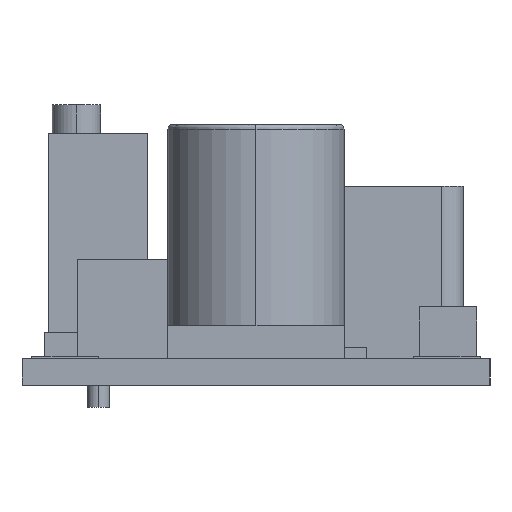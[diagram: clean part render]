
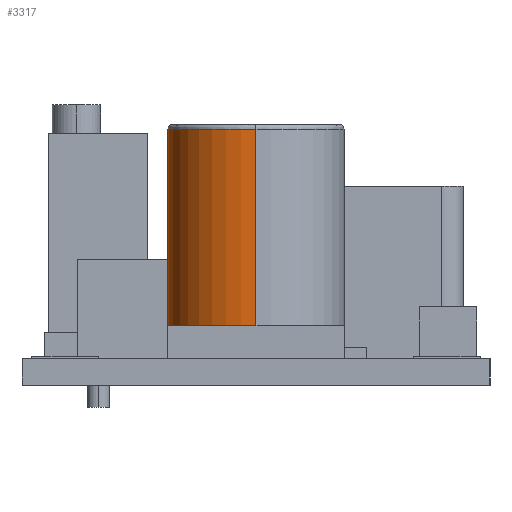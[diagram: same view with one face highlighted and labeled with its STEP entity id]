
A CAD part, left-side view. The second image highlights one B-rep face of the part: STEP entity #3317.
In plain terms, the highlighted cylindrical face has radius 4 mm (diameter 8 mm), a partial arc.
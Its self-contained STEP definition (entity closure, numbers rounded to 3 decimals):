
#21 = AXIS2_PLACEMENT_3D ( 'NONE', #1769, #6280, #6256 ) ;
#194 = AXIS2_PLACEMENT_3D ( 'NONE', #4979, #3778, #400 ) ;
#400 = DIRECTION ( 'NONE',  ( 1., 0., 0. ) ) ;
#482 = DIRECTION ( 'NONE',  ( 0., 0., -1. ) ) ;
#608 = EDGE_LOOP ( 'NONE', ( #6867, #3921, #6603, #2216, #2170 ) ) ;
#1013 = LINE ( 'NONE', #6384, #1373 ) ;
#1014 = EDGE_CURVE ( 'NONE', #2994, #6594, #6914, .T. ) ;
#1159 = CIRCLE ( 'NONE', #6089, 4. ) ;
#1315 = DIRECTION ( 'NONE',  ( 0., 0., 1. ) ) ;
#1343 = VERTEX_POINT ( 'NONE', #1718 ) ;
#1357 = CARTESIAN_POINT ( 'NONE',  ( -20.8, 0., 11.6 ) ) ;
#1373 = VECTOR ( 'NONE', #1315, 1000. ) ;
#1650 = EDGE_CURVE ( 'NONE', #4909, #1343, #4640, .T. ) ;
#1718 = CARTESIAN_POINT ( 'NONE',  ( -16.8, 4., 2.7 ) ) ;
#1769 = CARTESIAN_POINT ( 'NONE',  ( -16.8, 0., 11.8 ) ) ;
#2143 = DIRECTION ( 'NONE',  ( 1., 0., 0. ) ) ;
#2170 = ORIENTED_EDGE ( 'NONE', *, *, #1650, .T. ) ;
#2199 = EDGE_CURVE ( 'NONE', #3511, #2994, #1013, .T. ) ;
#2216 = ORIENTED_EDGE ( 'NONE', *, *, #5017, .F. ) ;
#2868 = EDGE_CURVE ( 'NONE', #1343, #3511, #1159, .T. ) ;
#2994 = VERTEX_POINT ( 'NONE', #1357 ) ;
#3055 = CARTESIAN_POINT ( 'NONE',  ( -20.8, 0., 2.7 ) ) ;
#3317 = ADVANCED_FACE ( 'NONE', ( #6727 ), #5228, .T. ) ;
#3511 = VERTEX_POINT ( 'NONE', #3055 ) ;
#3555 = CARTESIAN_POINT ( 'NONE',  ( -16.8, 0., 2.7 ) ) ;
#3778 = DIRECTION ( 'NONE',  ( 0., 0., 1. ) ) ;
#3818 = CARTESIAN_POINT ( 'NONE',  ( -16.8, 0., 11.6 ) ) ;
#3901 = VECTOR ( 'NONE', #5169, 1000. ) ;
#3921 = ORIENTED_EDGE ( 'NONE', *, *, #2199, .T. ) ;
#4127 = DIRECTION ( 'NONE',  ( 0., 0., 1. ) ) ;
#4640 = CIRCLE ( 'NONE', #194, 4. ) ;
#4909 = VERTEX_POINT ( 'NONE', #6226 ) ;
#4979 = CARTESIAN_POINT ( 'NONE',  ( -16.8, 0., 2.7 ) ) ;
#5017 = EDGE_CURVE ( 'NONE', #4909, #6594, #5436, .T. ) ;
#5169 = DIRECTION ( 'NONE',  ( 0., 0., 1. ) ) ;
#5228 = CYLINDRICAL_SURFACE ( 'NONE', #21, 4. ) ;
#5353 = DIRECTION ( 'NONE',  ( 1., 0., 0. ) ) ;
#5383 = CARTESIAN_POINT ( 'NONE',  ( -12.8, 0., 11.6 ) ) ;
#5436 = LINE ( 'NONE', #6872, #3901 ) ;
#5614 = AXIS2_PLACEMENT_3D ( 'NONE', #3818, #482, #2143 ) ;
#6089 = AXIS2_PLACEMENT_3D ( 'NONE', #3555, #4127, #5353 ) ;
#6226 = CARTESIAN_POINT ( 'NONE',  ( -12.8, 0., 2.7 ) ) ;
#6256 = DIRECTION ( 'NONE',  ( 1., 0., 0. ) ) ;
#6280 = DIRECTION ( 'NONE',  ( 0., 0., 1. ) ) ;
#6384 = CARTESIAN_POINT ( 'NONE',  ( -20.8, 0., 11.8 ) ) ;
#6594 = VERTEX_POINT ( 'NONE', #5383 ) ;
#6603 = ORIENTED_EDGE ( 'NONE', *, *, #1014, .T. ) ;
#6727 = FACE_OUTER_BOUND ( 'NONE', #608, .T. ) ;
#6867 = ORIENTED_EDGE ( 'NONE', *, *, #2868, .T. ) ;
#6872 = CARTESIAN_POINT ( 'NONE',  ( -12.8, 0., 11.8 ) ) ;
#6914 = CIRCLE ( 'NONE', #5614, 4. ) ;
